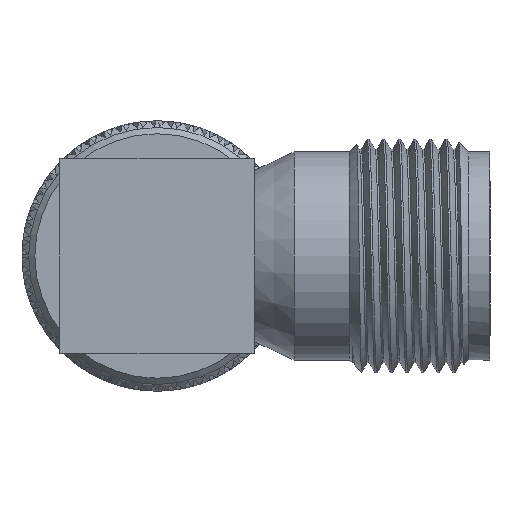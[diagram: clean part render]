
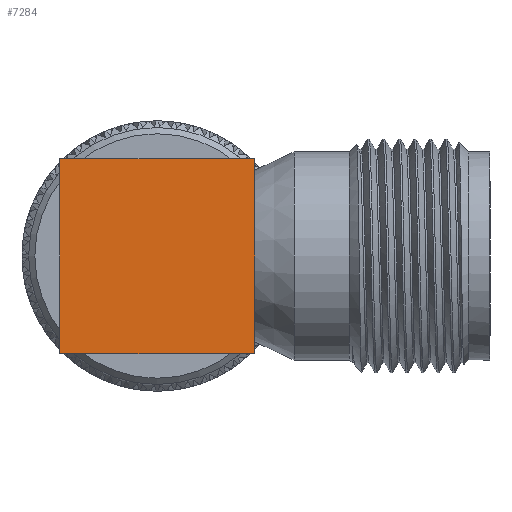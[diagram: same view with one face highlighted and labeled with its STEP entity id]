
A CAD part, front view. The second image highlights one B-rep face of the part: STEP entity #7284.
In plain terms, the highlighted planar face has unit normal (0, -1, 0).
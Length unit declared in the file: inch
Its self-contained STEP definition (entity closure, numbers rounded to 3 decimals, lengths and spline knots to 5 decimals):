
#809 = VERTEX_POINT ( 'NONE', #2030 ) ;
#2030 = CARTESIAN_POINT ( 'NONE',  ( -0.3125, -0.3125, 0.3125 ) ) ;
#2132 = DIRECTION ( 'NONE',  ( 0., 0., 1. ) ) ;
#2933 = VERTEX_POINT ( 'NONE', #64077 ) ;
#7284 = ADVANCED_FACE ( 'NONE', ( #101079 ), #26166, .F. ) ;
#21474 = EDGE_LOOP ( 'NONE', ( #100593, #43606, #57241, #85036 ) ) ;
#21782 = DIRECTION ( 'NONE',  ( 1., 0., 0. ) ) ;
#24835 = VERTEX_POINT ( 'NONE', #94470 ) ;
#26166 = PLANE ( 'NONE',  #101813 ) ;
#28495 = DIRECTION ( 'NONE',  ( 1., 0., 0. ) ) ;
#29224 = CARTESIAN_POINT ( 'NONE',  ( 0.3125, -0.3125, 0.3125 ) ) ;
#33526 = EDGE_CURVE ( 'NONE', #39068, #24835, #85843, .T. ) ;
#35701 = DIRECTION ( 'NONE',  ( 0., 0., -1. ) ) ;
#37368 = EDGE_CURVE ( 'NONE', #2933, #24835, #50156, .T. ) ;
#39068 = VERTEX_POINT ( 'NONE', #29224 ) ;
#42490 = CARTESIAN_POINT ( 'NONE',  ( -0.3125, -0.3125, 0.3125 ) ) ;
#43606 = ORIENTED_EDGE ( 'NONE', *, *, #33526, .F. ) ;
#50156 = LINE ( 'NONE', #69816, #95565 ) ;
#50624 = DIRECTION ( 'NONE',  ( 0., 1., 0. ) ) ;
#51239 = EDGE_CURVE ( 'NONE', #809, #39068, #53175, .T. ) ;
#53175 = LINE ( 'NONE', #76221, #91015 ) ;
#57241 = ORIENTED_EDGE ( 'NONE', *, *, #51239, .F. ) ;
#60551 = LINE ( 'NONE', #62154, #75700 ) ;
#62154 = CARTESIAN_POINT ( 'NONE',  ( -0.3125, -0.3125, 0.3125 ) ) ;
#64077 = CARTESIAN_POINT ( 'NONE',  ( -0.3125, -0.3125, -0.3125 ) ) ;
#66915 = VECTOR ( 'NONE', #35701, 39.37008 ) ;
#69816 = CARTESIAN_POINT ( 'NONE',  ( -0.3125, -0.3125, -0.3125 ) ) ;
#75700 = VECTOR ( 'NONE', #85750, 39.37008 ) ;
#76221 = CARTESIAN_POINT ( 'NONE',  ( -0.3125, -0.3125, 0.3125 ) ) ;
#85036 = ORIENTED_EDGE ( 'NONE', *, *, #87147, .T. ) ;
#85750 = DIRECTION ( 'NONE',  ( 0., 0., -1. ) ) ;
#85843 = LINE ( 'NONE', #93570, #66915 ) ;
#87147 = EDGE_CURVE ( 'NONE', #809, #2933, #60551, .T. ) ;
#91015 = VECTOR ( 'NONE', #28495, 39.37008 ) ;
#93570 = CARTESIAN_POINT ( 'NONE',  ( 0.3125, -0.3125, 0.3125 ) ) ;
#94470 = CARTESIAN_POINT ( 'NONE',  ( 0.3125, -0.3125, -0.3125 ) ) ;
#95565 = VECTOR ( 'NONE', #21782, 39.37008 ) ;
#100593 = ORIENTED_EDGE ( 'NONE', *, *, #37368, .T. ) ;
#101079 = FACE_OUTER_BOUND ( 'NONE', #21474, .T. ) ;
#101813 = AXIS2_PLACEMENT_3D ( 'NONE', #42490, #50624, #2132 ) ;
